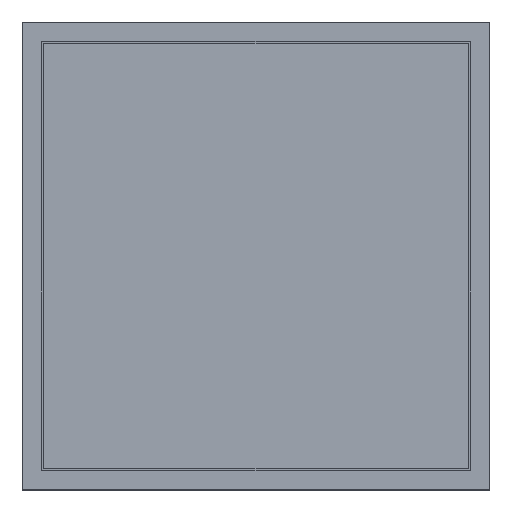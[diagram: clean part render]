
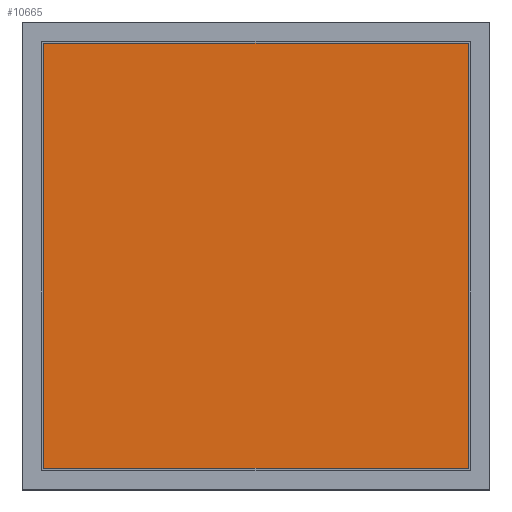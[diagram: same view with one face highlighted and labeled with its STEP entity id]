
A CAD part, top view. The second image highlights one B-rep face of the part: STEP entity #10665.
In plain terms, the highlighted planar face has unit normal (0, 0, 1).
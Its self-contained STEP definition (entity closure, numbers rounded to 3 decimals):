
#559=PLANE('',#14348);
#1641=LINE('',#20565,#2851);
#1645=LINE('',#20574,#2855);
#1648=LINE('',#20580,#2858);
#1651=LINE('',#20586,#2861);
#2851=VECTOR('',#16620,1000.);
#2855=VECTOR('',#16626,1000.);
#2858=VECTOR('',#16631,1000.);
#2861=VECTOR('',#16636,1000.);
#5599=ORIENTED_EDGE('',*,*,#7506,.T.);
#5600=ORIENTED_EDGE('',*,*,#7502,.T.);
#5601=ORIENTED_EDGE('',*,*,#7512,.T.);
#5602=ORIENTED_EDGE('',*,*,#7509,.T.);
#7502=EDGE_CURVE('',#8648,#8649,#1641,.T.);
#7506=EDGE_CURVE('',#8652,#8648,#1645,.T.);
#7509=EDGE_CURVE('',#8654,#8652,#1648,.T.);
#7512=EDGE_CURVE('',#8649,#8654,#1651,.T.);
#8648=VERTEX_POINT('',#20566);
#8649=VERTEX_POINT('',#20567);
#8652=VERTEX_POINT('',#20575);
#8654=VERTEX_POINT('',#20581);
#9460=EDGE_LOOP('',(#5599,#5600,#5601,#5602));
#10024=FACE_BOUND('',#9460,.T.);
#10665=ADVANCED_FACE('',(#10024),#559,.T.);
#14348=AXIS2_PLACEMENT_3D('',#20591,#16643,#16644);
#16620=DIRECTION('',(0.,1.,0.));
#16626=DIRECTION('',(1.,0.,0.));
#16631=DIRECTION('',(0.,-1.,0.));
#16636=DIRECTION('',(-1.,0.,0.));
#16643=DIRECTION('',(0.,0.,1.));
#16644=DIRECTION('',(1.,0.,0.));
#20565=CARTESIAN_POINT('',(5.45,-5.45,8.2));
#20566=CARTESIAN_POINT('',(5.45,-5.45,8.2));
#20567=CARTESIAN_POINT('',(5.45,5.45,8.2));
#20574=CARTESIAN_POINT('',(-5.45,-5.45,8.2));
#20575=CARTESIAN_POINT('',(-5.45,-5.45,8.2));
#20580=CARTESIAN_POINT('',(-5.45,5.45,8.2));
#20581=CARTESIAN_POINT('',(-5.45,5.45,8.2));
#20586=CARTESIAN_POINT('',(5.45,5.45,8.2));
#20591=CARTESIAN_POINT('',(-6.,-6.,8.2));
